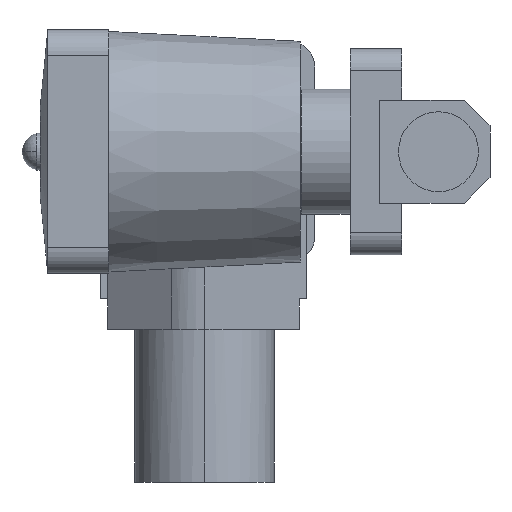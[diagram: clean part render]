
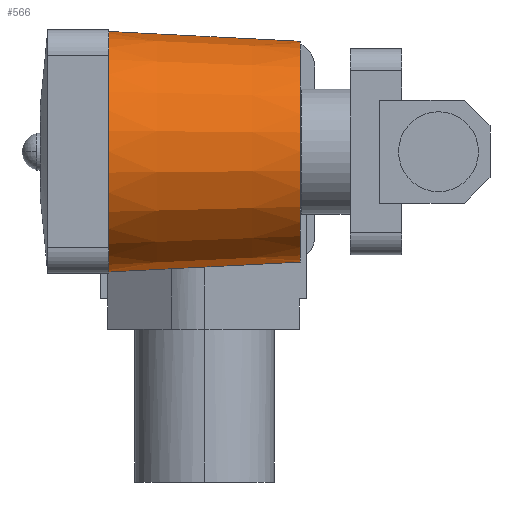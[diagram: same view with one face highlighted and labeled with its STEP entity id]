
A CAD part, left-side view. The second image highlights one B-rep face of the part: STEP entity #566.
In plain terms, the highlighted conical face has half-angle 2.943 degrees and reference radius 30 mm.
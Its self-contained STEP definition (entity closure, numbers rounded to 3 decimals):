
#52 = ORIENTED_EDGE ( 'NONE', *, *, #197, .T. ) ;
#55 = ORIENTED_EDGE ( 'NONE', *, *, #1245, .F. ) ;
#89 = VERTEX_POINT ( 'NONE', #582 ) ;
#197 = EDGE_CURVE ( 'NONE', #89, #2632, #638, .T. ) ;
#282 = DIRECTION ( 'NONE',  ( 0., 0., 1. ) ) ;
#363 = AXIS2_PLACEMENT_3D ( 'NONE', #1371, #1707, #3121 ) ;
#377 = VERTEX_POINT ( 'NONE', #2333 ) ;
#566 = ADVANCED_FACE ( 'NONE', ( #3465 ), #1988, .T. ) ;
#582 = CARTESIAN_POINT ( 'NONE',  ( 0., 7.5, 30. ) ) ;
#638 = LINE ( 'NONE', #930, #2659 ) ;
#925 = CARTESIAN_POINT ( 'NONE',  ( 0., 59.5, -32.673 ) ) ;
#930 = CARTESIAN_POINT ( 'NONE',  ( 0., 7.5, 30. ) ) ;
#956 = CARTESIAN_POINT ( 'NONE',  ( 0., 7.5, -30. ) ) ;
#988 = VERTEX_POINT ( 'NONE', #925 ) ;
#1239 = AXIS2_PLACEMENT_3D ( 'NONE', #2377, #2034, #2339 ) ;
#1245 = EDGE_CURVE ( 'NONE', #89, #377, #2978, .T. ) ;
#1249 = AXIS2_PLACEMENT_3D ( 'NONE', #3786, #1726, #282 ) ;
#1320 = ORIENTED_EDGE ( 'NONE', *, *, #3412, .F. ) ;
#1371 = CARTESIAN_POINT ( 'NONE',  ( 0., 7.5, 0. ) ) ;
#1707 = DIRECTION ( 'NONE',  ( 0., -1., 0. ) ) ;
#1726 = DIRECTION ( 'NONE',  ( 0., 1., 0. ) ) ;
#1985 = ORIENTED_EDGE ( 'NONE', *, *, #2345, .F. ) ;
#1988 = CONICAL_SURFACE ( 'NONE', #1249, 30., 0.051 ) ;
#2034 = DIRECTION ( 'NONE',  ( 0., 1., 0. ) ) ;
#2124 = DIRECTION ( 'NONE',  ( 0., 0.999, -0.051 ) ) ;
#2163 = DIRECTION ( 'NONE',  ( 0., 0.999, 0.051 ) ) ;
#2284 = CIRCLE ( 'NONE', #1239, 32.673 ) ;
#2333 = CARTESIAN_POINT ( 'NONE',  ( 0., 7.5, -30. ) ) ;
#2338 = EDGE_LOOP ( 'NONE', ( #1985, #55, #52, #1320 ) ) ;
#2339 = DIRECTION ( 'NONE',  ( 0., 0., -1. ) ) ;
#2345 = EDGE_CURVE ( 'NONE', #377, #988, #3577, .T. ) ;
#2377 = CARTESIAN_POINT ( 'NONE',  ( 0., 59.5, 0. ) ) ;
#2632 = VERTEX_POINT ( 'NONE', #3500 ) ;
#2659 = VECTOR ( 'NONE', #2163, 1000. ) ;
#2978 = CIRCLE ( 'NONE', #363, 30. ) ;
#3121 = DIRECTION ( 'NONE',  ( 0., 0., -1. ) ) ;
#3403 = VECTOR ( 'NONE', #2124, 1000. ) ;
#3412 = EDGE_CURVE ( 'NONE', #988, #2632, #2284, .T. ) ;
#3465 = FACE_OUTER_BOUND ( 'NONE', #2338, .T. ) ;
#3500 = CARTESIAN_POINT ( 'NONE',  ( 0., 59.5, 32.673 ) ) ;
#3577 = LINE ( 'NONE', #956, #3403 ) ;
#3786 = CARTESIAN_POINT ( 'NONE',  ( 0., 7.5, 0. ) ) ;
